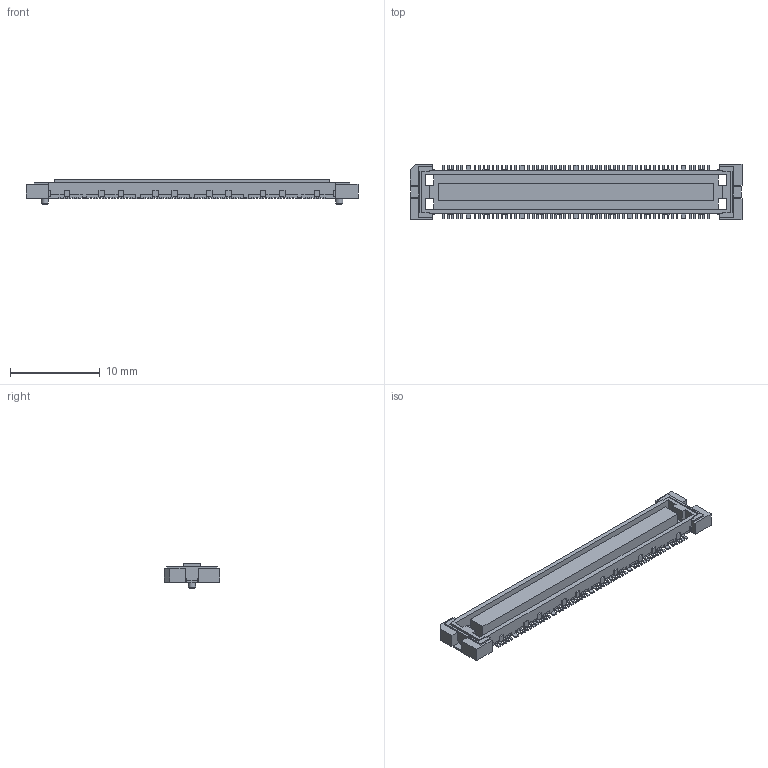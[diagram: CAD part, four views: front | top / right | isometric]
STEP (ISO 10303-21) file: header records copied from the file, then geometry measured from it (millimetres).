
FILE_DESCRIPTION(/* description */ (''),/* implementation_level */ '2;1');
FILE_NAME(/* name */ 'FX11A-100S10-SV v5.step',/* time_stamp */ '2021-05-14T11:42:32+02:00',/* author */ (''),/* organization */ (''),/* preprocessor_version */ 'ST-DEVELOPER v18.1',/* originating_system */ 'Autodesk Translation Framework v10.6.0.1341',/* authorisation */ '');
FILE_SCHEMA (('AUTOMOTIVE_DESIGN { 1 0 10303 214 3 1 1 }'));
Length unit declared in the file: millimetre
Products named in the file (1): FX11A-100S10-SV
Bounding box: 37 x 6.2 x 2.7 mm (x, y, z)
Volume: 242.4 mm3; surface area: 839.3 mm2
Topology: 1 solids, 1 shells, 1015 faces, 2831 edges, 1818 vertices
Faces by surface type: plane 1011, cone 2, cylinder 2
Full cylindrical faces by diameter (mm): 0.8 x2
Entity records: 31998 total; most frequent: CARTESIAN_POINT 5665, ORIENTED_EDGE 5662, DIRECTION 4871, EDGE_CURVE 2831, LINE 2823, VECTOR 2823, VERTEX_POINT 1818, AXIS2_PLACEMENT_3D 1024
